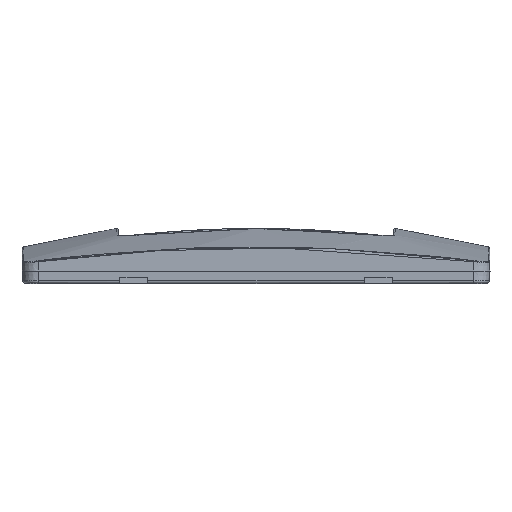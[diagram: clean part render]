
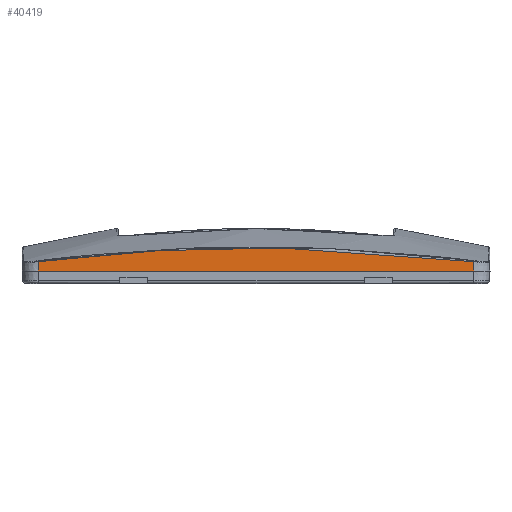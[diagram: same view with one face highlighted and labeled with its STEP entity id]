
A CAD part, left-side view. The second image highlights one B-rep face of the part: STEP entity #40419.
In plain terms, the highlighted planar face has unit normal (-1, 0, 0.018).
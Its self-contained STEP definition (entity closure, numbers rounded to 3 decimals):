
#272 = AXIS2_PLACEMENT_3D ( 'NONE', #75859, #68991, #36378 ) ;
#9910 = B_SPLINE_CURVE_WITH_KNOTS ( 'NONE', 3,
 ( #25307, #26347, #17929, #82122 ),
 .UNSPECIFIED., .F., .F.,
 ( 4, 4 ),
 ( 0., 1. ),
 .UNSPECIFIED. ) ;
#12298 = B_SPLINE_CURVE_WITH_KNOTS ( 'NONE', 3,
 ( #60676, #70091, #29570, #13233 ),
 .UNSPECIFIED., .F., .F.,
 ( 4, 4 ),
 ( 0., 1. ),
 .UNSPECIFIED. ) ;
#13233 = CARTESIAN_POINT ( 'NONE',  ( -42.97, -40., 4.025 ) ) ;
#15869 = CARTESIAN_POINT ( 'NONE',  ( -42.94, 26.649, 5.718 ) ) ;
#17929 = CARTESIAN_POINT ( 'NONE',  ( -43., 13.333, 2.3 ) ) ;
#25307 = CARTESIAN_POINT ( 'NONE',  ( -43., -40., 2.3 ) ) ;
#26347 = CARTESIAN_POINT ( 'NONE',  ( -43., -13.333, 2.3 ) ) ;
#29124 = CARTESIAN_POINT ( 'NONE',  ( -43., 40., 2.3 ) ) ;
#29570 = CARTESIAN_POINT ( 'NONE',  ( -42.98, -40., 3.45 ) ) ;
#36378 = DIRECTION ( 'NONE',  ( 0., 1., 0. ) ) ;
#40413 = EDGE_LOOP ( 'NONE', ( #81930, #76827, #61559, #93378 ) ) ;
#40419 = ADVANCED_FACE ( 'NONE', ( #84785 ), #83730, .T. ) ;
#41047 = EDGE_CURVE ( 'NONE', #56060, #43410, #9910, .T. ) ;
#43410 = VERTEX_POINT ( 'NONE', #29124 ) ;
#47474 = CARTESIAN_POINT ( 'NONE',  ( -42.97, -40., 4.025 ) ) ;
#49040 = CARTESIAN_POINT ( 'NONE',  ( -42.97, 40., 4.025 ) ) ;
#49550 = CARTESIAN_POINT ( 'NONE',  ( -42.926, 13.315, 6.565 ) ) ;
#50943 = CARTESIAN_POINT ( 'NONE',  ( -43., -40., 2.3 ) ) ;
#55986 = CARTESIAN_POINT ( 'NONE',  ( -43., 40., 2.3 ) ) ;
#56060 = VERTEX_POINT ( 'NONE', #50943 ) ;
#56591 = EDGE_CURVE ( 'NONE', #56060, #62476, #12298, .T. ) ;
#60676 = CARTESIAN_POINT ( 'NONE',  ( -43., -40., 2.3 ) ) ;
#61559 = ORIENTED_EDGE ( 'NONE', *, *, #84711, .T. ) ;
#62476 = VERTEX_POINT ( 'NONE', #69795 ) ;
#68991 = DIRECTION ( 'NONE',  ( -1., 0., 0.017 ) ) ;
#69795 = CARTESIAN_POINT ( 'NONE',  ( -42.97, -40., 4.025 ) ) ;
#70091 = CARTESIAN_POINT ( 'NONE',  ( -42.99, -40., 2.875 ) ) ;
#75778 = CARTESIAN_POINT ( 'NONE',  ( -42.97, 40., 4.025 ) ) ;
#75859 = CARTESIAN_POINT ( 'NONE',  ( -43., 0., 2.3 ) ) ;
#76827 = ORIENTED_EDGE ( 'NONE', *, *, #56591, .T. ) ;
#77334 = CARTESIAN_POINT ( 'NONE',  ( -42.97, 40., 4.025 ) ) ;
#78898 = B_SPLINE_CURVE_WITH_KNOTS ( 'NONE', 3,
 ( #47474, #87460, #97440, #49550, #15869, #49040 ),
 .UNSPECIFIED., .F., .F.,
 ( 4, 2, 4 ),
 ( 0., 0.5, 1. ),
 .UNSPECIFIED. ) ;
#81741 = VERTEX_POINT ( 'NONE', #77334 ) ;
#81930 = ORIENTED_EDGE ( 'NONE', *, *, #41047, .F. ) ;
#82122 = CARTESIAN_POINT ( 'NONE',  ( -43., 40., 2.3 ) ) ;
#83730 = PLANE ( 'NONE',  #272 ) ;
#84711 = EDGE_CURVE ( 'NONE', #62476, #81741, #78898, .T. ) ;
#84785 = FACE_OUTER_BOUND ( 'NONE', #40413, .T. ) ;
#87460 = CARTESIAN_POINT ( 'NONE',  ( -42.94, -26.649, 5.718 ) ) ;
#90411 = B_SPLINE_CURVE_WITH_KNOTS ( 'NONE', 3,
 ( #55986, #101533, #99984, #75778 ),
 .UNSPECIFIED., .F., .F.,
 ( 4, 4 ),
 ( 0., 1. ),
 .UNSPECIFIED. ) ;
#93378 = ORIENTED_EDGE ( 'NONE', *, *, #96871, .F. ) ;
#96871 = EDGE_CURVE ( 'NONE', #43410, #81741, #90411, .T. ) ;
#97440 = CARTESIAN_POINT ( 'NONE',  ( -42.926, -13.316, 6.565 ) ) ;
#99984 = CARTESIAN_POINT ( 'NONE',  ( -42.98, 40., 3.45 ) ) ;
#101533 = CARTESIAN_POINT ( 'NONE',  ( -42.99, 40., 2.875 ) ) ;
